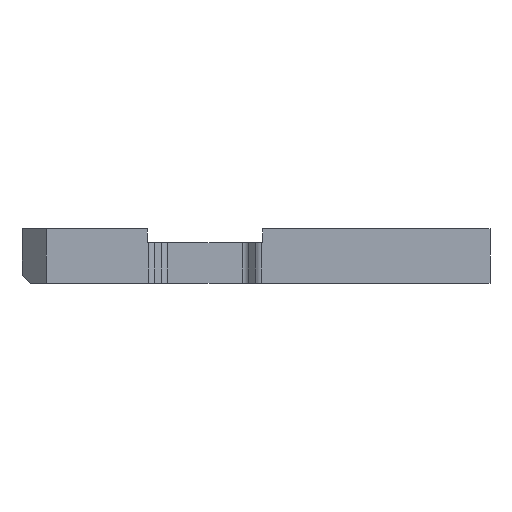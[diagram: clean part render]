
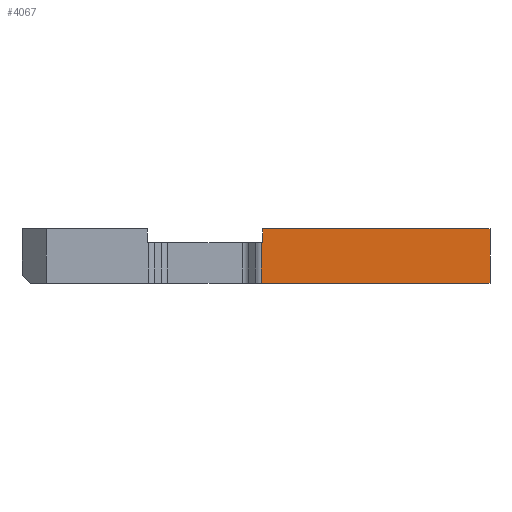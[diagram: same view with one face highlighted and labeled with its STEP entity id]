
A CAD part, front view. The second image highlights one B-rep face of the part: STEP entity #4067.
In plain terms, the highlighted planar face has unit normal (0, -1, 0).
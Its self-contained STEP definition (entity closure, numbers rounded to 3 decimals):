
#186 = ORIENTED_EDGE ( 'NONE', *, *, #1351, .T. ) ;
#189 = VERTEX_POINT ( 'NONE', #5016 ) ;
#398 = EDGE_CURVE ( 'NONE', #5222, #189, #1942, .T. ) ;
#419 = VERTEX_POINT ( 'NONE', #2038 ) ;
#441 = CARTESIAN_POINT ( 'NONE',  ( -0.654, -22.2, 6. ) ) ;
#486 = CARTESIAN_POINT ( 'NONE',  ( -0.861, -22.2, -0.7 ) ) ;
#561 = VECTOR ( 'NONE', #5140, 1000. ) ;
#625 = EDGE_CURVE ( 'NONE', #189, #419, #2939, .T. ) ;
#674 = ORIENTED_EDGE ( 'NONE', *, *, #625, .T. ) ;
#906 = DIRECTION ( 'NONE',  ( 0., 0., -1. ) ) ;
#997 = DIRECTION ( 'NONE',  ( -1., 0., 0. ) ) ;
#1007 = DIRECTION ( 'NONE',  ( 0., 0., -1. ) ) ;
#1015 = EDGE_LOOP ( 'NONE', ( #674, #186, #1277, #1279, #3936, #5038 ) ) ;
#1192 = CARTESIAN_POINT ( 'NONE',  ( 27.275, -22.2, -0.7 ) ) ;
#1213 = CARTESIAN_POINT ( 'NONE',  ( -0.654, -22.2, 6. ) ) ;
#1277 = ORIENTED_EDGE ( 'NONE', *, *, #2046, .F. ) ;
#1279 = ORIENTED_EDGE ( 'NONE', *, *, #2732, .F. ) ;
#1351 = EDGE_CURVE ( 'NONE', #419, #4478, #1607, .T. ) ;
#1467 = VECTOR ( 'NONE', #2168, 1000. ) ;
#1607 = LINE ( 'NONE', #486, #3746 ) ;
#1905 = DIRECTION ( 'NONE',  ( -1., 0., 0. ) ) ;
#1926 = CARTESIAN_POINT ( 'NONE',  ( 0., -22.2, 6. ) ) ;
#1942 = LINE ( 'NONE', #1213, #5019 ) ;
#1971 = VERTEX_POINT ( 'NONE', #4241 ) ;
#2038 = CARTESIAN_POINT ( 'NONE',  ( -0.861, -22.2, 4.3 ) ) ;
#2046 = EDGE_CURVE ( 'NONE', #3319, #4478, #4440, .T. ) ;
#2168 = DIRECTION ( 'NONE',  ( 0., 0., -1. ) ) ;
#2195 = PLANE ( 'NONE',  #3132 ) ;
#2414 = DIRECTION ( 'NONE',  ( 0., 0., -1. ) ) ;
#2536 = LINE ( 'NONE', #4977, #1467 ) ;
#2732 = EDGE_CURVE ( 'NONE', #1971, #3319, #2536, .T. ) ;
#2878 = FACE_OUTER_BOUND ( 'NONE', #1015, .T. ) ;
#2939 = LINE ( 'NONE', #4237, #4017 ) ;
#3132 = AXIS2_PLACEMENT_3D ( 'NONE', #4201, #3413, #1007 ) ;
#3319 = VERTEX_POINT ( 'NONE', #1192 ) ;
#3363 = VECTOR ( 'NONE', #1905, 1000. ) ;
#3413 = DIRECTION ( 'NONE',  ( 0., -1., 0. ) ) ;
#3735 = EDGE_CURVE ( 'NONE', #1971, #5222, #3902, .T. ) ;
#3746 = VECTOR ( 'NONE', #906, 1000. ) ;
#3902 = LINE ( 'NONE', #1926, #561 ) ;
#3936 = ORIENTED_EDGE ( 'NONE', *, *, #3735, .T. ) ;
#4017 = VECTOR ( 'NONE', #997, 1000. ) ;
#4067 = ADVANCED_FACE ( 'NONE', ( #2878 ), #2195, .T. ) ;
#4106 = CARTESIAN_POINT ( 'NONE',  ( -0.861, -22.2, -0.7 ) ) ;
#4201 = CARTESIAN_POINT ( 'NONE',  ( 0., -22.2, 6. ) ) ;
#4237 = CARTESIAN_POINT ( 'NONE',  ( 0., -22.2, 4.3 ) ) ;
#4241 = CARTESIAN_POINT ( 'NONE',  ( 27.275, -22.2, 6. ) ) ;
#4440 = LINE ( 'NONE', #4705, #3363 ) ;
#4478 = VERTEX_POINT ( 'NONE', #4106 ) ;
#4705 = CARTESIAN_POINT ( 'NONE',  ( 0., -22.2, -0.7 ) ) ;
#4977 = CARTESIAN_POINT ( 'NONE',  ( 27.275, -22.2, 6. ) ) ;
#5016 = CARTESIAN_POINT ( 'NONE',  ( -0.654, -22.2, 4.3 ) ) ;
#5019 = VECTOR ( 'NONE', #2414, 1000. ) ;
#5038 = ORIENTED_EDGE ( 'NONE', *, *, #398, .T. ) ;
#5140 = DIRECTION ( 'NONE',  ( -1., 0., 0. ) ) ;
#5222 = VERTEX_POINT ( 'NONE', #441 ) ;
